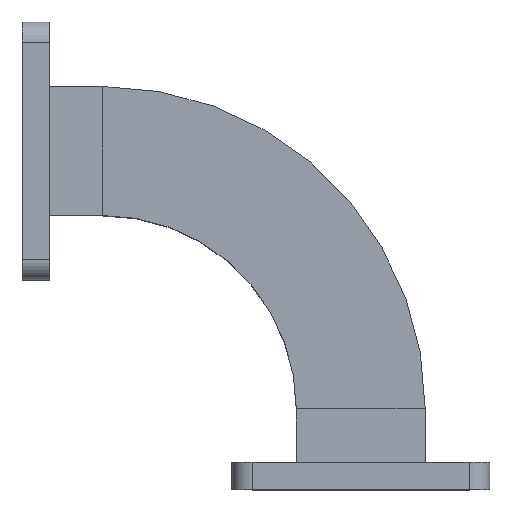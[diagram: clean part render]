
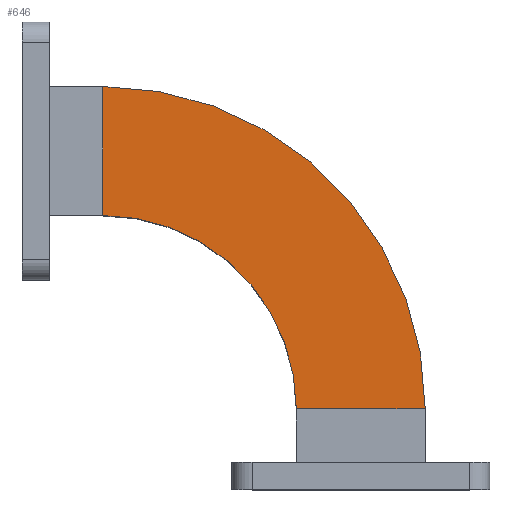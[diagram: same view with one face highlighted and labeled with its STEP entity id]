
A CAD part, top view. The second image highlights one B-rep face of the part: STEP entity #646.
In plain terms, the highlighted planar face has unit normal (0, 0, 1).
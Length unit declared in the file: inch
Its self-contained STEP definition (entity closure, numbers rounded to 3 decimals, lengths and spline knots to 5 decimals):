
#90 = VECTOR ( 'NONE', #3005, 39.37008 ) ;
#163 = DIRECTION ( 'NONE',  ( 1., 0., 0. ) ) ;
#185 = DIRECTION ( 'NONE',  ( 0., 0., -1. ) ) ;
#235 = EDGE_CURVE ( 'NONE', #802, #1496, #2474, .T. ) ;
#261 = DIRECTION ( 'NONE',  ( 0., 1., 0. ) ) ;
#278 = CARTESIAN_POINT ( 'NONE',  ( 0.93701, 0.75, 1.5 ) ) ;
#402 = VECTOR ( 'NONE', #1915, 39.37008 ) ;
#517 = CARTESIAN_POINT ( 'NONE',  ( 0.93701, -0.75, 1.5 ) ) ;
#646 = ADVANCED_FACE ( 'NONE', ( #1891 ), #3025, .T. ) ;
#686 = ORIENTED_EDGE ( 'NONE', *, *, #2362, .F. ) ;
#741 = ORIENTED_EDGE ( 'NONE', *, *, #235, .T. ) ;
#792 = CARTESIAN_POINT ( 'NONE',  ( 0.93701, -3., 1.5 ) ) ;
#802 = VERTEX_POINT ( 'NONE', #278 ) ;
#1061 = CARTESIAN_POINT ( 'NONE',  ( 0.93701, -3., 1.5 ) ) ;
#1139 = CIRCLE ( 'NONE', #3033, 2.25 ) ;
#1269 = EDGE_CURVE ( 'NONE', #1496, #1806, #1139, .T. ) ;
#1362 = CARTESIAN_POINT ( 'NONE',  ( 0.93701, -0.75, 1.5 ) ) ;
#1423 = EDGE_LOOP ( 'NONE', ( #686, #3602, #741, #1879 ) ) ;
#1484 = AXIS2_PLACEMENT_3D ( 'NONE', #517, #2747, #163 ) ;
#1496 = VERTEX_POINT ( 'NONE', #2899 ) ;
#1600 = DIRECTION ( 'NONE',  ( 0., 1., 0. ) ) ;
#1690 = DIRECTION ( 'NONE',  ( 0., 0., -1. ) ) ;
#1806 = VERTEX_POINT ( 'NONE', #2628 ) ;
#1879 = ORIENTED_EDGE ( 'NONE', *, *, #1269, .T. ) ;
#1891 = FACE_OUTER_BOUND ( 'NONE', #1423, .T. ) ;
#1915 = DIRECTION ( 'NONE',  ( 0., -1., 0. ) ) ;
#2091 = CARTESIAN_POINT ( 'NONE',  ( 3.18701, -3., 1.5 ) ) ;
#2362 = EDGE_CURVE ( 'NONE', #3179, #1806, #3575, .T. ) ;
#2468 = CIRCLE ( 'NONE', #3538, 3.75 ) ;
#2474 = LINE ( 'NONE', #1362, #402 ) ;
#2479 = EDGE_CURVE ( 'NONE', #802, #3179, #2468, .T. ) ;
#2628 = CARTESIAN_POINT ( 'NONE',  ( 3.18701, -3., 1.5 ) ) ;
#2747 = DIRECTION ( 'NONE',  ( 0., 0., 1. ) ) ;
#2899 = CARTESIAN_POINT ( 'NONE',  ( 0.93701, -0.75, 1.5 ) ) ;
#3005 = DIRECTION ( 'NONE',  ( -1., 0., 0. ) ) ;
#3025 = PLANE ( 'NONE',  #1484 ) ;
#3033 = AXIS2_PLACEMENT_3D ( 'NONE', #1061, #185, #1600 ) ;
#3140 = CARTESIAN_POINT ( 'NONE',  ( 4.68701, -3., 1.5 ) ) ;
#3179 = VERTEX_POINT ( 'NONE', #3140 ) ;
#3538 = AXIS2_PLACEMENT_3D ( 'NONE', #792, #1690, #261 ) ;
#3575 = LINE ( 'NONE', #2091, #90 ) ;
#3602 = ORIENTED_EDGE ( 'NONE', *, *, #2479, .F. ) ;
